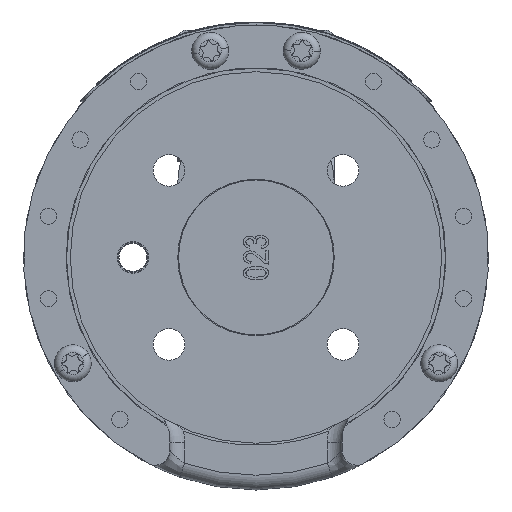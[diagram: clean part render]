
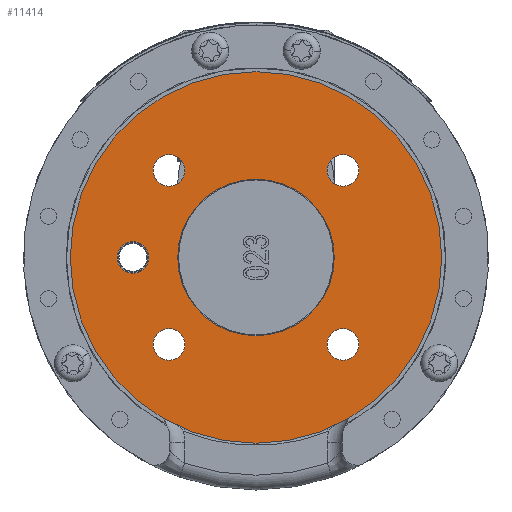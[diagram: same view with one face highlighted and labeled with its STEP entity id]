
A CAD part, front view. The second image highlights one B-rep face of the part: STEP entity #11414.
In plain terms, the highlighted planar face has unit normal (0, -1, 0).
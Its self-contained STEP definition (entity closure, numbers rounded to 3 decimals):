
#38 = EDGE_CURVE ( 'NONE', #15838, #22054, #23392, .T. ) ;
#188 = ORIENTED_EDGE ( 'NONE', *, *, #25068, .T. ) ;
#504 = CARTESIAN_POINT ( 'NONE',  ( 0., 5., 0. ) ) ;
#518 = AXIS2_PLACEMENT_3D ( 'NONE', #16282, #766, #18851 ) ;
#630 = DIRECTION ( 'NONE',  ( 1., 0., 0. ) ) ;
#677 = CARTESIAN_POINT ( 'NONE',  ( -28.2, 5., 0. ) ) ;
#766 = DIRECTION ( 'NONE',  ( 0., 1., 0. ) ) ;
#888 = VERTEX_POINT ( 'NONE', #23558 ) ;
#1282 = CARTESIAN_POINT ( 'NONE',  ( 15.9, 5., 0. ) ) ;
#1302 = DIRECTION ( 'NONE',  ( 1., 0., 0. ) ) ;
#1371 = DIRECTION ( 'NONE',  ( 1., 0., 0. ) ) ;
#1436 = DIRECTION ( 'NONE',  ( 0., 1., 0. ) ) ;
#2774 = ORIENTED_EDGE ( 'NONE', *, *, #28668, .T. ) ;
#2857 = ORIENTED_EDGE ( 'NONE', *, *, #11069, .T. ) ;
#2967 = CIRCLE ( 'NONE', #518, 3.2 ) ;
#2977 = EDGE_CURVE ( 'NONE', #17635, #11008, #15153, .T. ) ;
#3016 = CARTESIAN_POINT ( 'NONE',  ( 0., 5., 0. ) ) ;
#3107 = DIRECTION ( 'NONE',  ( 1., 0., 0. ) ) ;
#3325 = CARTESIAN_POINT ( 'NONE',  ( 17.678, 5., 17.678 ) ) ;
#3384 = CARTESIAN_POINT ( 'NONE',  ( -20.878, 5., 17.678 ) ) ;
#4012 = ORIENTED_EDGE ( 'NONE', *, *, #26442, .T. ) ;
#4146 = EDGE_CURVE ( 'NONE', #22444, #20222, #20771, .T. ) ;
#4286 = FACE_OUTER_BOUND ( 'NONE', #25425, .T. ) ;
#4621 = ORIENTED_EDGE ( 'NONE', *, *, #4146, .T. ) ;
#4829 = CARTESIAN_POINT ( 'NONE',  ( -20.878, 5., -17.678 ) ) ;
#5108 = FACE_BOUND ( 'NONE', #33034, .T. ) ;
#5326 = EDGE_CURVE ( 'NONE', #13700, #24738, #32488, .T. ) ;
#5718 = ORIENTED_EDGE ( 'NONE', *, *, #31256, .F. ) ;
#5774 = EDGE_CURVE ( 'NONE', #24738, #13700, #24345, .T. ) ;
#5947 = DIRECTION ( 'NONE',  ( 1., 0., 0. ) ) ;
#6250 = DIRECTION ( 'NONE',  ( 0., 1., 0. ) ) ;
#7075 = CIRCLE ( 'NONE', #17499, 37.75 ) ;
#7571 = CARTESIAN_POINT ( 'NONE',  ( 20.878, 5., 17.678 ) ) ;
#7957 = ORIENTED_EDGE ( 'NONE', *, *, #5326, .T. ) ;
#8682 = AXIS2_PLACEMENT_3D ( 'NONE', #10726, #28825, #13301 ) ;
#8859 = DIRECTION ( 'NONE',  ( 0., 1., 0. ) ) ;
#9090 = AXIS2_PLACEMENT_3D ( 'NONE', #29732, #14200, #32339 ) ;
#9207 = DIRECTION ( 'NONE',  ( 0., 1., 0. ) ) ;
#9842 = CARTESIAN_POINT ( 'NONE',  ( -21.8, 5., 0. ) ) ;
#10726 = CARTESIAN_POINT ( 'NONE',  ( 0., 5., 0. ) ) ;
#11008 = VERTEX_POINT ( 'NONE', #26602 ) ;
#11069 = EDGE_CURVE ( 'NONE', #31145, #16047, #11591, .T. ) ;
#11184 = FACE_BOUND ( 'NONE', #23099, .T. ) ;
#11362 = AXIS2_PLACEMENT_3D ( 'NONE', #32341, #16806, #1302 ) ;
#11414 = ADVANCED_FACE ( 'NONE', ( #24947, #25773, #5108, #18024, #11184, #4286, #31049 ), #13549, .F. ) ;
#11591 = CIRCLE ( 'NONE', #20656, 3.2 ) ;
#11997 = EDGE_CURVE ( 'NONE', #20222, #22444, #25738, .T. ) ;
#13301 = DIRECTION ( 'NONE',  ( 1., 0., 0. ) ) ;
#13549 = PLANE ( 'NONE',  #28708 ) ;
#13700 = VERTEX_POINT ( 'NONE', #24497 ) ;
#13927 = CIRCLE ( 'NONE', #15794, 3.2 ) ;
#14032 = CARTESIAN_POINT ( 'NONE',  ( -17.678, 5., -17.678 ) ) ;
#14200 = DIRECTION ( 'NONE',  ( 0., 1., 0. ) ) ;
#14208 = AXIS2_PLACEMENT_3D ( 'NONE', #32425, #16871, #1371 ) ;
#14611 = CARTESIAN_POINT ( 'NONE',  ( -25., 5., 0. ) ) ;
#14685 = CARTESIAN_POINT ( 'NONE',  ( -14.478, 5., -17.678 ) ) ;
#14749 = DIRECTION ( 'NONE',  ( 0., 1., 0. ) ) ;
#15153 = CIRCLE ( 'NONE', #14208, 3.2 ) ;
#15261 = AXIS2_PLACEMENT_3D ( 'NONE', #24676, #9207, #27305 ) ;
#15794 = AXIS2_PLACEMENT_3D ( 'NONE', #14032, #32176, #16647 ) ;
#15838 = VERTEX_POINT ( 'NONE', #677 ) ;
#16047 = VERTEX_POINT ( 'NONE', #14685 ) ;
#16151 = DIRECTION ( 'NONE',  ( 0., 1., 0. ) ) ;
#16282 = CARTESIAN_POINT ( 'NONE',  ( 17.678, 5., -17.678 ) ) ;
#16326 = CARTESIAN_POINT ( 'NONE',  ( -14.478, 5., 17.678 ) ) ;
#16413 = ORIENTED_EDGE ( 'NONE', *, *, #5774, .T. ) ;
#16647 = DIRECTION ( 'NONE',  ( 1., 0., 0. ) ) ;
#16806 = DIRECTION ( 'NONE',  ( 0., 1., 0. ) ) ;
#16830 = AXIS2_PLACEMENT_3D ( 'NONE', #504, #18578, #3107 ) ;
#16871 = DIRECTION ( 'NONE',  ( 0., 1., 0. ) ) ;
#16935 = CARTESIAN_POINT ( 'NONE',  ( -17.678, 5., -17.678 ) ) ;
#17203 = DIRECTION ( 'NONE',  ( 1., 0., 0. ) ) ;
#17205 = AXIS2_PLACEMENT_3D ( 'NONE', #14611, #32752, #17203 ) ;
#17499 = AXIS2_PLACEMENT_3D ( 'NONE', #24353, #8859, #26964 ) ;
#17635 = VERTEX_POINT ( 'NONE', #28150 ) ;
#17986 = EDGE_LOOP ( 'NONE', ( #18530, #24752 ) ) ;
#18024 = FACE_BOUND ( 'NONE', #31361, .T. ) ;
#18319 = ORIENTED_EDGE ( 'NONE', *, *, #11997, .T. ) ;
#18530 = ORIENTED_EDGE ( 'NONE', *, *, #25887, .T. ) ;
#18578 = DIRECTION ( 'NONE',  ( 0., 1., 0. ) ) ;
#18851 = DIRECTION ( 'NONE',  ( 1., 0., 0. ) ) ;
#19108 = CIRCLE ( 'NONE', #17205, 3.2 ) ;
#19291 = EDGE_CURVE ( 'NONE', #888, #20052, #7075, .T. ) ;
#19293 = EDGE_CURVE ( 'NONE', #16047, #31145, #13927, .T. ) ;
#19539 = DIRECTION ( 'NONE',  ( 1., 0., 0. ) ) ;
#20052 = VERTEX_POINT ( 'NONE', #20786 ) ;
#20222 = VERTEX_POINT ( 'NONE', #21773 ) ;
#20637 = VERTEX_POINT ( 'NONE', #16326 ) ;
#20656 = AXIS2_PLACEMENT_3D ( 'NONE', #16935, #1436, #19539 ) ;
#20771 = CIRCLE ( 'NONE', #16830, 15.9 ) ;
#20786 = CARTESIAN_POINT ( 'NONE',  ( -37.75, 5., 0. ) ) ;
#20989 = CIRCLE ( 'NONE', #8682, 37.75 ) ;
#21076 = VERTEX_POINT ( 'NONE', #3384 ) ;
#21228 = ORIENTED_EDGE ( 'NONE', *, *, #19291, .F. ) ;
#21423 = DIRECTION ( 'NONE',  ( 0., 1., 0. ) ) ;
#21722 = CARTESIAN_POINT ( 'NONE',  ( -17.678, 5., 17.678 ) ) ;
#21773 = CARTESIAN_POINT ( 'NONE',  ( -15.9, 5., 0. ) ) ;
#22024 = EDGE_LOOP ( 'NONE', ( #18319, #4621 ) ) ;
#22054 = VERTEX_POINT ( 'NONE', #9842 ) ;
#22329 = CIRCLE ( 'NONE', #23123, 3.2 ) ;
#22444 = VERTEX_POINT ( 'NONE', #1282 ) ;
#23099 = EDGE_LOOP ( 'NONE', ( #4012, #29111 ) ) ;
#23123 = AXIS2_PLACEMENT_3D ( 'NONE', #21722, #6250, #24346 ) ;
#23271 = AXIS2_PLACEMENT_3D ( 'NONE', #30282, #14749, #32899 ) ;
#23392 = CIRCLE ( 'NONE', #11362, 3.2 ) ;
#23558 = CARTESIAN_POINT ( 'NONE',  ( 37.75, 5., 0. ) ) ;
#24037 = ORIENTED_EDGE ( 'NONE', *, *, #19293, .T. ) ;
#24345 = CIRCLE ( 'NONE', #29267, 3.2 ) ;
#24346 = DIRECTION ( 'NONE',  ( 1., 0., 0. ) ) ;
#24353 = CARTESIAN_POINT ( 'NONE',  ( 0., 5., 0. ) ) ;
#24497 = CARTESIAN_POINT ( 'NONE',  ( 14.478, 5., 17.678 ) ) ;
#24676 = CARTESIAN_POINT ( 'NONE',  ( 0., 5., 0. ) ) ;
#24738 = VERTEX_POINT ( 'NONE', #7571 ) ;
#24752 = ORIENTED_EDGE ( 'NONE', *, *, #2977, .T. ) ;
#24947 = FACE_BOUND ( 'NONE', #26250, .T. ) ;
#25068 = EDGE_CURVE ( 'NONE', #20637, #21076, #26908, .T. ) ;
#25425 = EDGE_LOOP ( 'NONE', ( #5718, #21228 ) ) ;
#25738 = CIRCLE ( 'NONE', #15261, 15.9 ) ;
#25773 = FACE_BOUND ( 'NONE', #17986, .T. ) ;
#25887 = EDGE_CURVE ( 'NONE', #11008, #17635, #2967, .T. ) ;
#26250 = EDGE_LOOP ( 'NONE', ( #24037, #2857 ) ) ;
#26442 = EDGE_CURVE ( 'NONE', #22054, #15838, #19108, .T. ) ;
#26602 = CARTESIAN_POINT ( 'NONE',  ( 20.878, 5., -17.678 ) ) ;
#26908 = CIRCLE ( 'NONE', #23271, 3.2 ) ;
#26964 = DIRECTION ( 'NONE',  ( 1., 0., 0. ) ) ;
#27305 = DIRECTION ( 'NONE',  ( 1., 0., 0. ) ) ;
#28150 = CARTESIAN_POINT ( 'NONE',  ( 14.478, 5., -17.678 ) ) ;
#28668 = EDGE_CURVE ( 'NONE', #21076, #20637, #22329, .T. ) ;
#28708 = AXIS2_PLACEMENT_3D ( 'NONE', #3016, #16151, #630 ) ;
#28825 = DIRECTION ( 'NONE',  ( 0., 1., 0. ) ) ;
#29111 = ORIENTED_EDGE ( 'NONE', *, *, #38, .T. ) ;
#29267 = AXIS2_PLACEMENT_3D ( 'NONE', #3325, #21423, #5947 ) ;
#29732 = CARTESIAN_POINT ( 'NONE',  ( 17.678, 5., 17.678 ) ) ;
#30282 = CARTESIAN_POINT ( 'NONE',  ( -17.678, 5., 17.678 ) ) ;
#31049 = FACE_BOUND ( 'NONE', #22024, .T. ) ;
#31145 = VERTEX_POINT ( 'NONE', #4829 ) ;
#31256 = EDGE_CURVE ( 'NONE', #20052, #888, #20989, .T. ) ;
#31361 = EDGE_LOOP ( 'NONE', ( #188, #2774 ) ) ;
#32176 = DIRECTION ( 'NONE',  ( 0., 1., 0. ) ) ;
#32339 = DIRECTION ( 'NONE',  ( 1., 0., 0. ) ) ;
#32341 = CARTESIAN_POINT ( 'NONE',  ( -25., 5., 0. ) ) ;
#32425 = CARTESIAN_POINT ( 'NONE',  ( 17.678, 5., -17.678 ) ) ;
#32488 = CIRCLE ( 'NONE', #9090, 3.2 ) ;
#32752 = DIRECTION ( 'NONE',  ( 0., 1., 0. ) ) ;
#32899 = DIRECTION ( 'NONE',  ( 1., 0., 0. ) ) ;
#33034 = EDGE_LOOP ( 'NONE', ( #16413, #7957 ) ) ;
